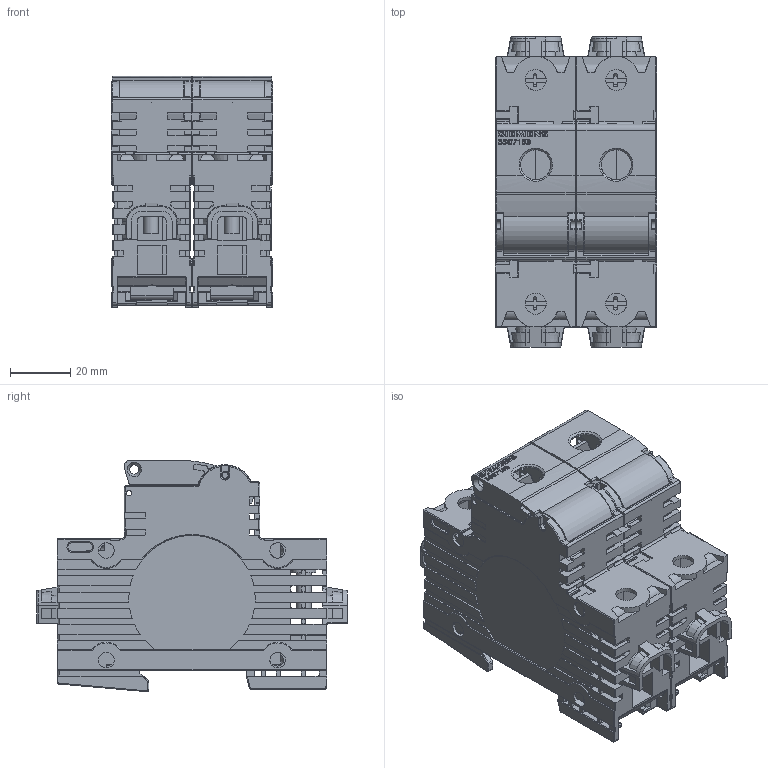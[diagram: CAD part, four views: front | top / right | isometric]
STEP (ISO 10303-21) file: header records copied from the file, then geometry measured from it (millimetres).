
FILE_DESCRIPTION(/* description */ (''),/* implementation_level */ '2;1');
FILE_NAME(/* name */ '5SG7153_v.stp',/* time_stamp */ '2023-03-31T15:19:15+02:00',/* author */ ('"(c) Siemens AG Smart Infrastructure"'),/* organization */ ('"(c) Siemens AG - Smart Infrastructure - EP"'),/* preprocessor_version */ 'ST-DEVELOPER v18.101',/* originating_system */ 'SIEMENS PLM Software NX 2008',/* authorisation */ '"Transmittal reproduction, dissemination and/or editing of this document as well as utilization of its contents and communication thereof to others without express authorization is prohibited. Offenders will be held liable for payment of damages. All rights created by patent grant or registration of a utility model or design patent are reserved."');
FILE_SCHEMA (('AUTOMOTIVE_DESIGN { 1 0 10303 214 3 1 1 1 }'));
Products named in the file (1): model1
Bounding box: 53.6 x 103.2 x 76.96 mm (x, y, z)
Volume: 212307.8 mm3; surface area: 69888 mm2
Topology: 6 solids, 8 shells, 2689 faces, 7863 edges, 5101 vertices
Faces by surface type: plane 1357, cylinder 1028, torus 143, cone 86, sphere 46, extrusion 22, bspline 7
Full cylindrical faces by diameter (mm): 1.8 x4, 2 x4, 5 x4, 5.2 x14, 7 x6, 8.2 x4, 16 x2, 18 x2
Entity records: 110314 total; most frequent: CARTESIAN_POINT 19306, ORIENTED_EDGE 15402, DIRECTION 15004, EDGE_CURVE 7701, VERTEX_POINT 5032, AXIS2_PLACEMENT_3D 5006, VECTOR 4992, LINE 4970
